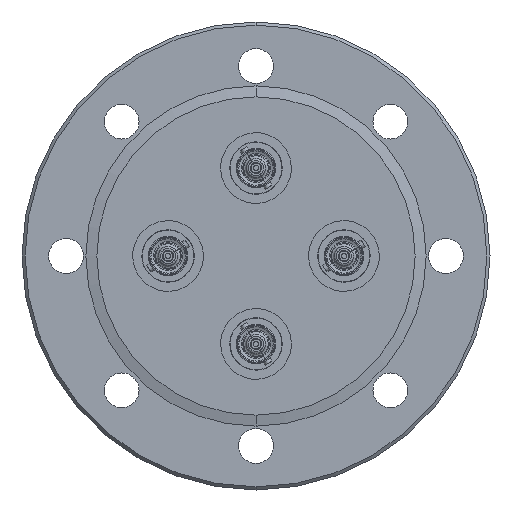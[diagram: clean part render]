
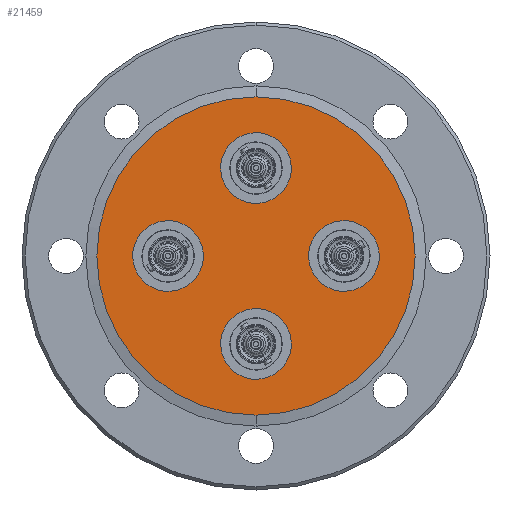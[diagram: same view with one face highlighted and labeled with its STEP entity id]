
A CAD part, front view. The second image highlights one B-rep face of the part: STEP entity #21459.
In plain terms, the highlighted planar face has unit normal (0, -1, 0).
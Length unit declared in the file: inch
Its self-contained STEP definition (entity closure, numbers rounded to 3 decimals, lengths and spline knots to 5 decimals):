
#571 = VERTEX_POINT ( 'NONE', #28260 ) ;
#573 = VERTEX_POINT ( 'NONE', #28262 ) ;
#589 = VERTEX_POINT ( 'NONE', #28278 ) ;
#595 = VERTEX_POINT ( 'NONE', #28284 ) ;
#1075 = EDGE_CURVE ( 'NONE', #23988, #23987, #17188, .T. ) ;
#1076 = EDGE_CURVE ( 'NONE', #571, #573, #17192, .T. ) ;
#1077 = EDGE_CURVE ( 'NONE', #595, #589, #17194, .T. ) ;
#1078 = EDGE_CURVE ( 'NONE', #19127, #19154, #17196, .T. ) ;
#1079 = EDGE_CURVE ( 'NONE', #23680, #23679, #17198, .T. ) ;
#5376 = PLANE ( 'NONE',  #5893 ) ;
#5387 = FACE_BOUND ( 'NONE', #16921, .T. ) ;
#5388 = FACE_OUTER_BOUND ( 'NONE', #33114, .T. ) ;
#5390 = FACE_BOUND ( 'NONE', #16854, .T. ) ;
#5391 = CARTESIAN_POINT ( 'NONE',  ( -0.65541, 0.051, -0.28254 ) ) ;
#5392 = FACE_BOUND ( 'NONE', #33124, .T. ) ;
#5394 = FACE_BOUND ( 'NONE', #16919, .T. ) ;
#5395 = DIRECTION ( 'NONE',  ( 0., 1., 0. ) ) ;
#5396 = DIRECTION ( 'NONE',  ( 0.837, 0., 0.547 ) ) ;
#5893 = AXIS2_PLACEMENT_3D ( 'NONE', #5391, #5395, #5396 ) ;
#6774 = CARTESIAN_POINT ( 'NONE',  ( -0.84, 0.051, 0. ) ) ;
#6775 = DIRECTION ( 'NONE',  ( 0., -1., 0. ) ) ;
#6776 = DIRECTION ( 'NONE',  ( -0.837, 0., -0.547 ) ) ;
#7248 = CIRCLE ( 'NONE', #7256, 0.3375 ) ;
#7256 = AXIS2_PLACEMENT_3D ( 'NONE', #6774, #6775, #6776 ) ;
#8936 = CIRCLE ( 'NONE', #8941, 1.52 ) ;
#8941 = AXIS2_PLACEMENT_3D ( 'NONE', #10091, #10092, #10093 ) ;
#8945 = CIRCLE ( 'NONE', #8953, 0.3375 ) ;
#8953 = AXIS2_PLACEMENT_3D ( 'NONE', #10114, #10115, #10116 ) ;
#10091 = CARTESIAN_POINT ( 'NONE',  ( 0., 0.051, 0. ) ) ;
#10092 = DIRECTION ( 'NONE',  ( 0., 1., 0. ) ) ;
#10093 = DIRECTION ( 'NONE',  ( 0., 0., 1. ) ) ;
#10114 = CARTESIAN_POINT ( 'NONE',  ( 0., 0.051, 0.84 ) ) ;
#10115 = DIRECTION ( 'NONE',  ( 0., -1., 0. ) ) ;
#10116 = DIRECTION ( 'NONE',  ( -0.547, 0., 0.837 ) ) ;
#11495 = CARTESIAN_POINT ( 'NONE',  ( -0.18459, 0.051, -0.55746 ) ) ;
#11496 = CARTESIAN_POINT ( 'NONE',  ( 0.18459, 0.051, -1.12254 ) ) ;
#11954 = CIRCLE ( 'NONE', #11962, 0.3375 ) ;
#11962 = AXIS2_PLACEMENT_3D ( 'NONE', #14068, #14069, #14070 ) ;
#12350 = CARTESIAN_POINT ( 'NONE',  ( -0.55746, 0.051, 0.18459 ) ) ;
#12351 = CARTESIAN_POINT ( 'NONE',  ( -1.12254, 0.051, -0.18459 ) ) ;
#14068 = CARTESIAN_POINT ( 'NONE',  ( 0.84, 0.051, 0. ) ) ;
#14069 = DIRECTION ( 'NONE',  ( 0., -1., 0. ) ) ;
#14070 = DIRECTION ( 'NONE',  ( 0.837, 0., 0.547 ) ) ;
#16854 = EDGE_LOOP ( 'NONE', ( #20715, #20716 ) ) ;
#16919 = EDGE_LOOP ( 'NONE', ( #20719, #20720 ) ) ;
#16921 = EDGE_LOOP ( 'NONE', ( #20721, #20722 ) ) ;
#17188 = CIRCLE ( 'NONE', #17195, 0.3375 ) ;
#17192 = CIRCLE ( 'NONE', #17197, 1.52 ) ;
#17194 = CIRCLE ( 'NONE', #17199, 0.3375 ) ;
#17195 = AXIS2_PLACEMENT_3D ( 'NONE', #29688, #29689, #29690 ) ;
#17196 = CIRCLE ( 'NONE', #17201, 0.3375 ) ;
#17197 = AXIS2_PLACEMENT_3D ( 'NONE', #29691, #29692, #29693 ) ;
#17198 = CIRCLE ( 'NONE', #17203, 0.3375 ) ;
#17199 = AXIS2_PLACEMENT_3D ( 'NONE', #29694, #29695, #29696 ) ;
#17201 = AXIS2_PLACEMENT_3D ( 'NONE', #29697, #29698, #29699 ) ;
#17203 = AXIS2_PLACEMENT_3D ( 'NONE', #29700, #29701, #29702 ) ;
#19127 = VERTEX_POINT ( 'NONE', #32480 ) ;
#19154 = VERTEX_POINT ( 'NONE', #32507 ) ;
#19843 = EDGE_CURVE ( 'NONE', #23679, #23680, #36839, .T. ) ;
#20713 = ORIENTED_EDGE ( 'NONE', *, *, #1076, .F. ) ;
#20714 = ORIENTED_EDGE ( 'NONE', *, *, #22191, .F. ) ;
#20715 = ORIENTED_EDGE ( 'NONE', *, *, #1077, .F. ) ;
#20716 = ORIENTED_EDGE ( 'NONE', *, *, #22208, .F. ) ;
#20717 = ORIENTED_EDGE ( 'NONE', *, *, #1078, .F. ) ;
#20718 = ORIENTED_EDGE ( 'NONE', *, *, #38561, .F. ) ;
#20719 = ORIENTED_EDGE ( 'NONE', *, *, #1079, .F. ) ;
#20720 = ORIENTED_EDGE ( 'NONE', *, *, #19843, .F. ) ;
#20721 = ORIENTED_EDGE ( 'NONE', *, *, #1075, .F. ) ;
#20722 = ORIENTED_EDGE ( 'NONE', *, *, #21746, .F. ) ;
#21459 = ADVANCED_FACE ( 'NONE', ( #5388, #5390, #5392, #5394, #5387 ), #5376, .F. ) ;
#21746 = EDGE_CURVE ( 'NONE', #23987, #23988, #7248, .T. ) ;
#22191 = EDGE_CURVE ( 'NONE', #573, #571, #8936, .T. ) ;
#22208 = EDGE_CURVE ( 'NONE', #589, #595, #8945, .T. ) ;
#23679 = VERTEX_POINT ( 'NONE', #11495 ) ;
#23680 = VERTEX_POINT ( 'NONE', #11496 ) ;
#23987 = VERTEX_POINT ( 'NONE', #12350 ) ;
#23988 = VERTEX_POINT ( 'NONE', #12351 ) ;
#28260 = CARTESIAN_POINT ( 'NONE',  ( 0., 0.051, 1.52 ) ) ;
#28262 = CARTESIAN_POINT ( 'NONE',  ( 0., 0.051, -1.52 ) ) ;
#28278 = CARTESIAN_POINT ( 'NONE',  ( 0.18459, 0.051, 0.55746 ) ) ;
#28284 = CARTESIAN_POINT ( 'NONE',  ( -0.18459, 0.051, 1.12254 ) ) ;
#29688 = CARTESIAN_POINT ( 'NONE',  ( -0.84, 0.051, 0. ) ) ;
#29689 = DIRECTION ( 'NONE',  ( 0., -1., 0. ) ) ;
#29690 = DIRECTION ( 'NONE',  ( -0.837, 0., -0.547 ) ) ;
#29691 = CARTESIAN_POINT ( 'NONE',  ( 0., 0.051, 0. ) ) ;
#29692 = DIRECTION ( 'NONE',  ( 0., 1., 0. ) ) ;
#29693 = DIRECTION ( 'NONE',  ( 0., 0., 1. ) ) ;
#29694 = CARTESIAN_POINT ( 'NONE',  ( 0., 0.051, 0.84 ) ) ;
#29695 = DIRECTION ( 'NONE',  ( 0., -1., 0. ) ) ;
#29696 = DIRECTION ( 'NONE',  ( -0.547, 0., 0.837 ) ) ;
#29697 = CARTESIAN_POINT ( 'NONE',  ( 0.84, 0.051, 0. ) ) ;
#29698 = DIRECTION ( 'NONE',  ( 0., -1., 0. ) ) ;
#29699 = DIRECTION ( 'NONE',  ( 0.837, 0., 0.547 ) ) ;
#29700 = CARTESIAN_POINT ( 'NONE',  ( 0., 0.051, -0.84 ) ) ;
#29701 = DIRECTION ( 'NONE',  ( 0., -1., 0. ) ) ;
#29702 = DIRECTION ( 'NONE',  ( 0.547, 0., -0.837 ) ) ;
#32480 = CARTESIAN_POINT ( 'NONE',  ( 1.12254, 0.051, 0.18459 ) ) ;
#32507 = CARTESIAN_POINT ( 'NONE',  ( 0.55746, 0.051, -0.18459 ) ) ;
#33114 = EDGE_LOOP ( 'NONE', ( #20713, #20714 ) ) ;
#33124 = EDGE_LOOP ( 'NONE', ( #20717, #20718 ) ) ;
#36345 = CARTESIAN_POINT ( 'NONE',  ( 0., 0.051, -0.84 ) ) ;
#36346 = DIRECTION ( 'NONE',  ( 0., -1., 0. ) ) ;
#36347 = DIRECTION ( 'NONE',  ( 0.547, 0., -0.837 ) ) ;
#36839 = CIRCLE ( 'NONE', #36847, 0.3375 ) ;
#36847 = AXIS2_PLACEMENT_3D ( 'NONE', #36345, #36346, #36347 ) ;
#38561 = EDGE_CURVE ( 'NONE', #19154, #19127, #11954, .T. ) ;
